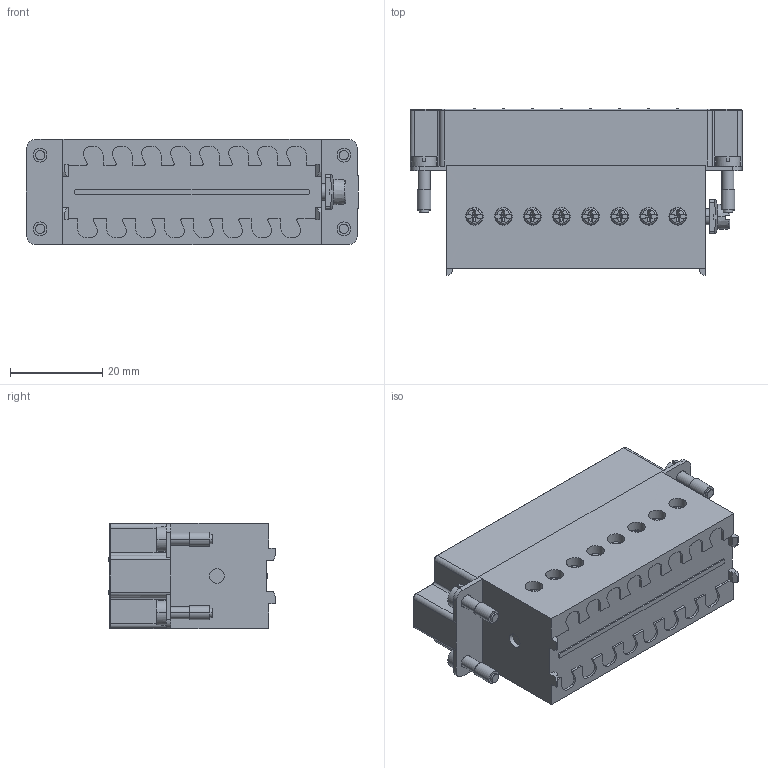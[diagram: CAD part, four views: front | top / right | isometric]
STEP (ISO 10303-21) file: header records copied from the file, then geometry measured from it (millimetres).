
FILE_DESCRIPTION(/* description */ (''),/* implementation_level */ '2;1');
FILE_NAME(/* name */ 'C146_10A016_004_4.stp',/* time_stamp */ '2016-04-13T10:00:57+02:00',/* author */ (''),/* organization */ (''),/* preprocessor_version */ 'ST-DEVELOPER v15',/* originating_system */ 'SIEMENS PLM Software NX 9.0',/* authorisation */ '');
FILE_SCHEMA (('CONFIG_CONTROL_DESIGN'));
Length unit declared in the file: millimetre
Products named in the file (1): c146 10a016 002 4nxm001-03
Bounding box: 72 x 36.2 x 22.8 mm (x, y, z)
Volume: 35142.1 mm3; surface area: 14285.4 mm2
Topology: 1 solids, 1 shells, 1510 faces, 4157 edges, 2686 vertices
Faces by surface type: plane 1035, cylinder 277, torus 74, sphere 48, cone 44, bspline 32
Full cylindrical faces by diameter (mm): 3.2 x1, 3.8 x16
Entity records: 50179 total; most frequent: CARTESIAN_POINT 12169, ORIENTED_EDGE 8182, DIRECTION 7469, EDGE_CURVE 4091, LINE 2915, VECTOR 2915, VERTEX_POINT 2685, AXIS2_PLACEMENT_3D 2277
